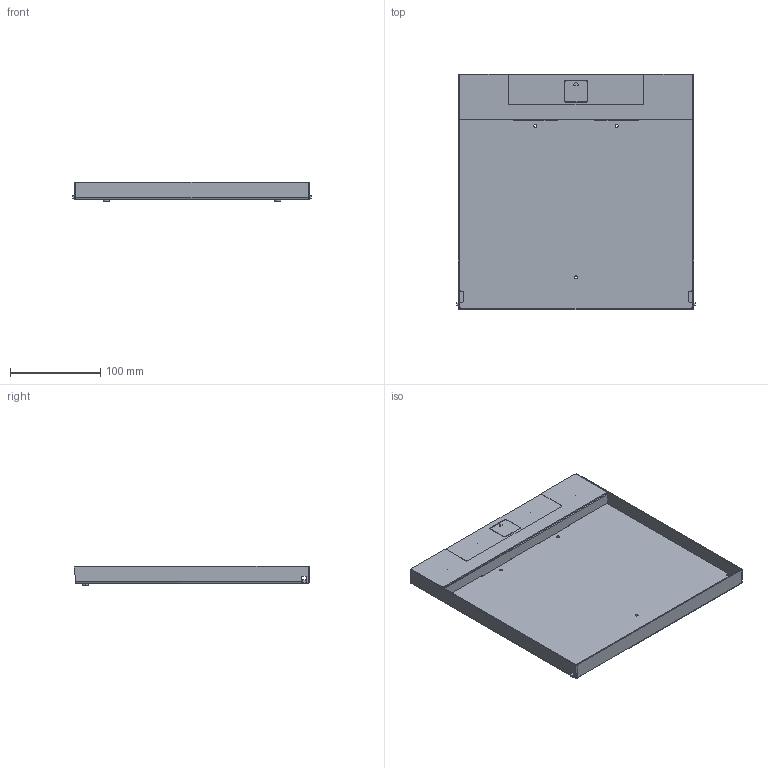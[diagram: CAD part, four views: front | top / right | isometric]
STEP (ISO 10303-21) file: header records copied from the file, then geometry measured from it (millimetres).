
FILE_DESCRIPTION(('CATIA V5 STEP Exchange','CAx-IF Rec.Pracs.--- Model Styling and Organization---1.4--- 2014-01-23'),'2;1');
FILE_NAME('A011399_A-ASS-07.stp','2020-01-09T12:34:15+00:00',('none'),('none'),'CATIA Version 5-6 Release 2017 SP3','CATIA V5 STEP AP214','none');
FILE_SCHEMA(('AUTOMOTIVE_DESIGN { 1 0 10303 214 1 1 1 1 }'));
Length unit declared in the file: millimetre
Products named in the file (19): A011399_A-07; D008009; D008010; D008011; D008012; VIS M4x6 TR CRUCI.1; A011000_A-12; D007755; D007754; D007757; CJ00934; Goujon à souder M4x6; CE00256; D007900; D007898; D007899; D009419; Etiquette 80x29; D009487
Assembly tree (29 placements, depth 3):
  A011399_A-07
    D008009
    D008010
    D008011
    D008012
    VIS M4x6 TR CRUCI.1  x2
    A011000_A-12
      D007755
      D007754
      D007757  x2
      CJ00934  x2
      Goujon à souder M4x6  x2
      CE00256  x2
      D007900
      D007898
      D007899
      D009419
    Goujon à souder M4x6  x3
    CE00256  x3
    Etiquette 80x29
    D009487
Bounding box: 264 x 260.3 x 22 mm (x, y, z)
Volume: 266740.5 mm3; surface area: 262690.2 mm2
Topology: 28 solids, 28 shells, 2435 faces, 6220 edges, 3576 vertices
Faces by surface type: cylinder 702, bspline 675, plane 662, sphere 314, cone 52, torus 30
Entity records: 35135 total; most frequent: CARTESIAN_POINT 14173, ORIENTED_EDGE 4784, DIRECTION 3242, EDGE_CURVE 2392, VERTEX_POINT 1508, AXIS2_PLACEMENT_3D 1499, VECTOR 1061, LINE 1061
